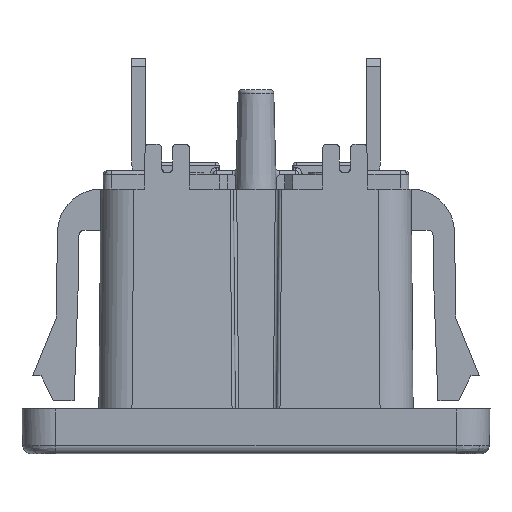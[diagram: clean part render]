
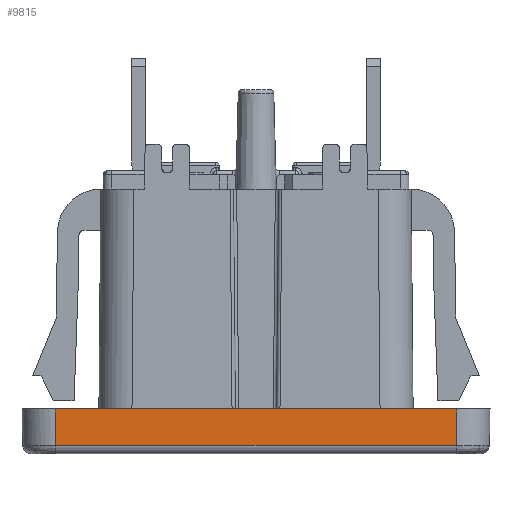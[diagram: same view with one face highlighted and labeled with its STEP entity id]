
A CAD part, front view. The second image highlights one B-rep face of the part: STEP entity #9815.
In plain terms, the highlighted planar face has unit normal (0, -1, -0.018).
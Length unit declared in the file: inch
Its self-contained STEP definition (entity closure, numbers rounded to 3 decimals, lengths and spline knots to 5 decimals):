
#110 = DIRECTION ( 'NONE',  ( 0., -1., -0.017 ) ) ;
#427 = CARTESIAN_POINT ( 'NONE',  ( 0.47684, -0.31344, -0.08696 ) ) ;
#615 = VERTEX_POINT ( 'NONE', #3364 ) ;
#865 = EDGE_CURVE ( 'NONE', #3654, #615, #1830, .T. ) ;
#874 = PLANE ( 'NONE',  #1619 ) ;
#1003 = CARTESIAN_POINT ( 'NONE',  ( 0.47684, -0.31344, -0.08696 ) ) ;
#1070 = DIRECTION ( 'NONE',  ( 0.017, -0.017, 1. ) ) ;
#1430 = DIRECTION ( 'NONE',  ( 0.017, 0.017, -1. ) ) ;
#1619 = AXIS2_PLACEMENT_3D ( 'NONE', #12454, #110, #11435 ) ;
#1830 = LINE ( 'NONE', #1003, #2874 ) ;
#2209 = EDGE_LOOP ( 'NONE', ( #9284, #7482, #9162, #4717 ) ) ;
#2284 = DIRECTION ( 'NONE',  ( -1., 0., 0. ) ) ;
#2605 = CARTESIAN_POINT ( 'NONE',  ( -0.47836, -0.31496, 0. ) ) ;
#2772 = DIRECTION ( 'NONE',  ( -1., 0., 0. ) ) ;
#2874 = VECTOR ( 'NONE', #1070, 39.37008 ) ;
#3364 = CARTESIAN_POINT ( 'NONE',  ( 0.47836, -0.31496, 0. ) ) ;
#3654 = VERTEX_POINT ( 'NONE', #427 ) ;
#4717 = ORIENTED_EDGE ( 'NONE', *, *, #12911, .T. ) ;
#4864 = CARTESIAN_POINT ( 'NONE',  ( 0., -0.31496, 0. ) ) ;
#5183 = VERTEX_POINT ( 'NONE', #2605 ) ;
#7482 = ORIENTED_EDGE ( 'NONE', *, *, #11746, .F. ) ;
#7622 = CARTESIAN_POINT ( 'NONE',  ( 0., -0.31344, -0.08696 ) ) ;
#8277 = FACE_OUTER_BOUND ( 'NONE', #2209, .T. ) ;
#8540 = VECTOR ( 'NONE', #1430, 39.37008 ) ;
#8609 = CARTESIAN_POINT ( 'NONE',  ( -0.47836, -0.31496, 0. ) ) ;
#8924 = CARTESIAN_POINT ( 'NONE',  ( -0.47684, -0.31344, -0.08696 ) ) ;
#9162 = ORIENTED_EDGE ( 'NONE', *, *, #865, .T. ) ;
#9284 = ORIENTED_EDGE ( 'NONE', *, *, #12326, .T. ) ;
#9815 = ADVANCED_FACE ( 'NONE', ( #8277 ), #874, .T. ) ;
#10067 = VECTOR ( 'NONE', #2284, 39.37008 ) ;
#10500 = VERTEX_POINT ( 'NONE', #8924 ) ;
#10742 = LINE ( 'NONE', #8609, #8540 ) ;
#10975 = VECTOR ( 'NONE', #2772, 39.37008 ) ;
#11270 = LINE ( 'NONE', #4864, #10975 ) ;
#11435 = DIRECTION ( 'NONE',  ( 0., 0.017, -1. ) ) ;
#11746 = EDGE_CURVE ( 'NONE', #3654, #10500, #12964, .T. ) ;
#12326 = EDGE_CURVE ( 'NONE', #5183, #10500, #10742, .T. ) ;
#12454 = CARTESIAN_POINT ( 'NONE',  ( 0., -0.31496, 0. ) ) ;
#12911 = EDGE_CURVE ( 'NONE', #615, #5183, #11270, .T. ) ;
#12964 = LINE ( 'NONE', #7622, #10067 ) ;
